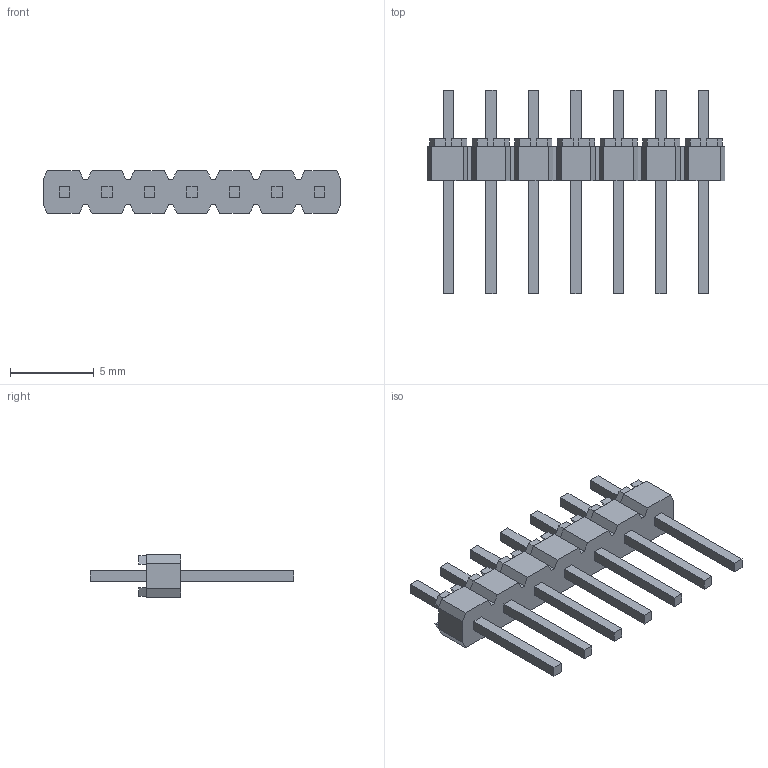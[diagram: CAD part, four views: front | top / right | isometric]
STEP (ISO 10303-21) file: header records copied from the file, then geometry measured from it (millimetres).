
FILE_DESCRIPTION (( 'STEP AP214' ), '1' );
FILE_NAME ('Header1x7--6228bis.STEP', '2012-09-25T14:47:08', ( '' ), ( '' ), 'SwSTEP 2.0', 'SolidWorks 2011', '' );
FILE_SCHEMA (( 'AUTOMOTIVE_DESIGN' ));
Length unit declared in the file: millimetre
Products named in the file (2): 901200927; Header1x7--6228bis
Assembly tree (1 placements, depth 2):
  Header1x7--6228bis
    901200927
Bounding box: 17.78 x 12.15 x 2.54 mm (x, y, z)
Volume: 117.7 mm3; surface area: 391.8 mm2
Topology: 1 solids, 1 shells, 268 faces, 672 edges, 448 vertices
Faces by surface type: plane 268
Entity records: 8672 total; most frequent: CARTESIAN_POINT 1392, ORIENTED_EDGE 1344, DIRECTION 1216, LINE 672, VECTOR 672, EDGE_CURVE 672, VERTEX_POINT 448, EDGE_LOOP 310
